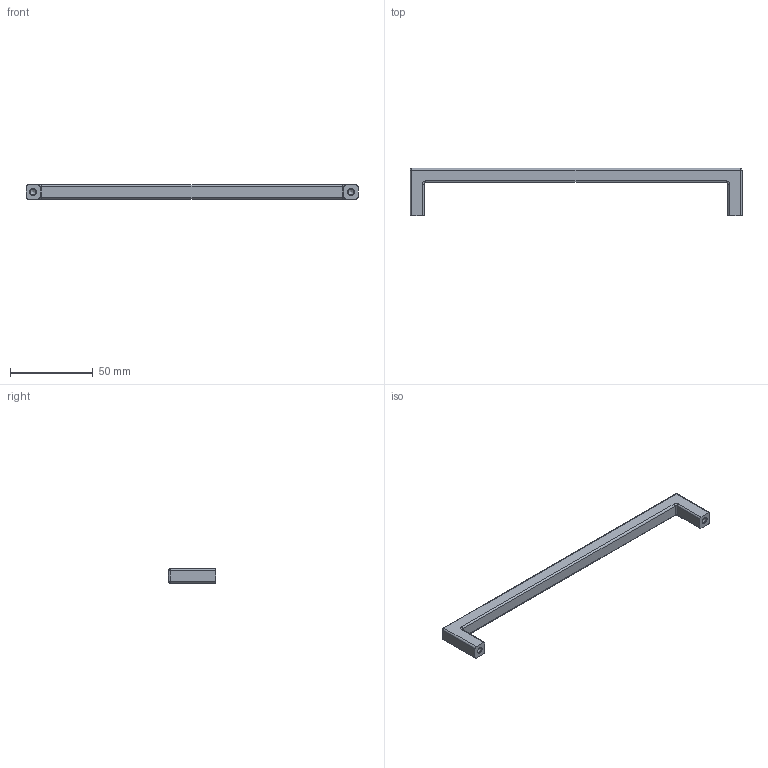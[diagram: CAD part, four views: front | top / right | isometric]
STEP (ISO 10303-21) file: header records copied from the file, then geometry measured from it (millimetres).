
FILE_DESCRIPTION(/* description */ (''),/* implementation_level */ '2;1');
FILE_NAME(/* name */ '0056_192_00.stp',/* time_stamp */ '2023-01-02T10:47:37+01:00',/* author */ ('jferrer'),/* organization */ (''),/* preprocessor_version */ 'ST-DEVELOPER v18.1',/* originating_system */ 'Autodesk Inventor 2022',/* authorisation */ '');
FILE_SCHEMA (('CONFIG_CONTROL_DESIGN'));
Length unit declared in the file: millimetre
Products named in the file (1): 0056_192_00
Bounding box: 200.5 x 28.5 x 8.5 mm (x, y, z)
Volume: 17031.4 mm3; surface area: 8055.3 mm2
Topology: 1 solids, 1 shells, 40 faces, 94 edges, 52 vertices
Faces by surface type: cylinder 18, plane 10, cone 4, torus 4, sphere 4
Full cylindrical faces by diameter (mm): 3.242 x2
Entity records: 1135 total; most frequent: DIRECTION 212, CARTESIAN_POINT 181, ORIENTED_EDGE 176, EDGE_CURVE 88, AXIS2_PLACEMENT_3D 83, VERTEX_POINT 52, LINE 46, VECTOR 46
